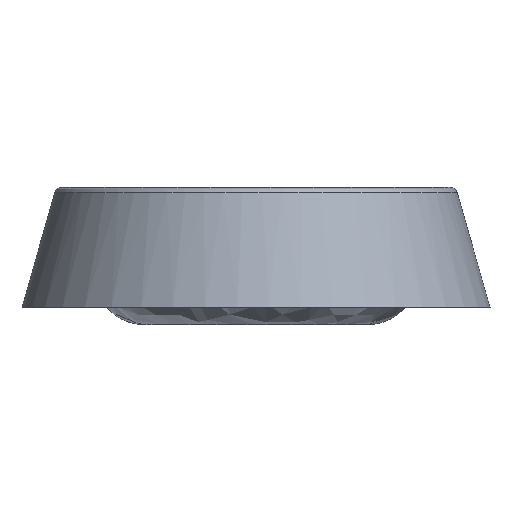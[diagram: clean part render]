
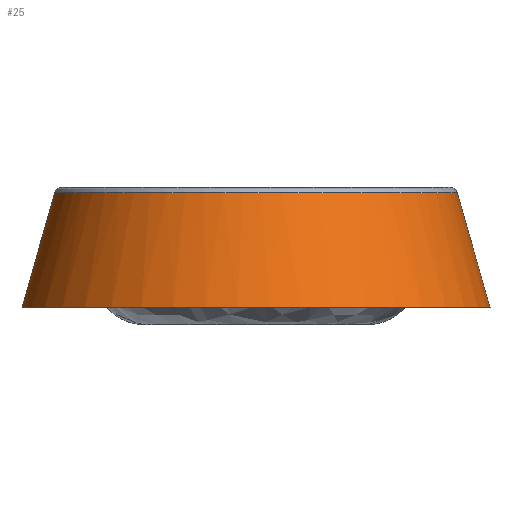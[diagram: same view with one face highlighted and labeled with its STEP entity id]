
A CAD part, left-side view. The second image highlights one B-rep face of the part: STEP entity #25.
In plain terms, the highlighted free-form (B-spline) face has degree [2, 1] with [5, 2] control points.
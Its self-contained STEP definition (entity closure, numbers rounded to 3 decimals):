
#25=ADVANCED_FACE('',(#70),#601,.T.);
#70=FACE_OUTER_BOUND('',#115,.T.);
#115=EDGE_LOOP('',(#184,#185,#186,#187));
#184=ORIENTED_EDGE('',*,*,#384,.T.);
#185=ORIENTED_EDGE('',*,*,#352,.F.);
#186=ORIENTED_EDGE('',*,*,#351,.F.);
#187=ORIENTED_EDGE('',*,*,#349,.T.);
#349=EDGE_CURVE('',#541,#553,#457,.T.);
#351=EDGE_CURVE('',#541,#543,#459,.T.);
#352=EDGE_CURVE('',#543,#555,#460,.T.);
#384=EDGE_CURVE('',#553,#555,#488,.T.);
#457=(
BOUNDED_CURVE()
B_SPLINE_CURVE(1,(#1852,#1853),.UNSPECIFIED.,.F.,.F.)
B_SPLINE_CURVE_WITH_KNOTS((2,2),(-1.,-0.044),.UNSPECIFIED.)
CURVE()
GEOMETRIC_REPRESENTATION_ITEM()
RATIONAL_B_SPLINE_CURVE((1.,1.))
REPRESENTATION_ITEM('')
);
#459=(
BOUNDED_CURVE()
B_SPLINE_CURVE(2,(#1859,#1860,#1861,#1862,#1863),.UNSPECIFIED.,.F.,.F.)
B_SPLINE_CURVE_WITH_KNOTS((3,2,3),(-361.434,-275.825,-190.217),
 .UNSPECIFIED.)
CURVE()
GEOMETRIC_REPRESENTATION_ITEM()
RATIONAL_B_SPLINE_CURVE((1.,0.707,1.,0.707,1.))
REPRESENTATION_ITEM('')
);
#460=(
BOUNDED_CURVE()
B_SPLINE_CURVE(1,(#1864,#1865),.UNSPECIFIED.,.F.,.F.)
B_SPLINE_CURVE_WITH_KNOTS((2,2),(-1.,-0.044),.UNSPECIFIED.)
CURVE()
GEOMETRIC_REPRESENTATION_ITEM()
RATIONAL_B_SPLINE_CURVE((1.,1.))
REPRESENTATION_ITEM('')
);
#488=(
BOUNDED_CURVE()
B_SPLINE_CURVE(3,(#2042,#2043,#2044,#2045,#2046,#2047,#2048,#2049,#2050,
#2051,#2052,#2053,#2054,#2055,#2056,#2057,#2058,#2059,#2060,#2061,#2062,
#2063),.UNSPECIFIED.,.F.,.F.)
B_SPLINE_CURVE_WITH_KNOTS((4,1,1,1,1,1,1,1,1,1,1,1,1,1,1,1,1,1,1,4),(0.,
15.416,23.951,32.786,41.62,50.455,
59.29,67.825,75.533,83.241,90.949,
98.657,102.924,107.192,116.027,124.861,
133.696,142.53,151.066,166.482),
 .UNSPECIFIED.)
CURVE()
GEOMETRIC_REPRESENTATION_ITEM()
RATIONAL_B_SPLINE_CURVE((1.,1.,1.,1.,1.,1.,
1.,1.,1.,1.,1.,1.,1.,1.,1.,1.,1.,1.,
1.,1.,1.,1.))
REPRESENTATION_ITEM('')
);
#541=VERTEX_POINT('',#1795);
#543=VERTEX_POINT('',#1797);
#553=VERTEX_POINT('',#1807);
#555=VERTEX_POINT('',#1809);
#601=(
BOUNDED_SURFACE()
B_SPLINE_SURFACE(2,1,((#831,#832),(#833,#834),(#835,#836),(#837,#838),(#839,
#840)),.UNSPECIFIED.,.F.,.F.,.F.)
B_SPLINE_SURFACE_WITH_KNOTS((3,2,3),(2,2),(-361.434,-275.825,
-190.217),(0.,1.),.UNSPECIFIED.)
GEOMETRIC_REPRESENTATION_ITEM()
RATIONAL_B_SPLINE_SURFACE(((1.,1.),(0.707,0.707),
(1.,1.),(0.707,0.707),(1.,1.)))
REPRESENTATION_ITEM('')
SURFACE()
);
#831=CARTESIAN_POINT('',(-10.,-54.5,0.));
#832=CARTESIAN_POINT('',(-10.,-63.872,-32.683));
#833=CARTESIAN_POINT('',(-64.5,-54.5,0.));
#834=CARTESIAN_POINT('',(-73.872,-63.872,-32.683));
#835=CARTESIAN_POINT('',(-64.5,0.,0.));
#836=CARTESIAN_POINT('',(-73.872,0.,-32.683));
#837=CARTESIAN_POINT('',(-64.5,54.5,0.));
#838=CARTESIAN_POINT('',(-73.872,63.872,-32.683));
#839=CARTESIAN_POINT('',(-10.,54.5,0.));
#840=CARTESIAN_POINT('',(-10.,63.872,-32.683));
#1795=CARTESIAN_POINT('',(-10.,-63.872,-32.683));
#1797=CARTESIAN_POINT('',(-10.,63.872,-32.683));
#1807=CARTESIAN_POINT('',(-10.,-54.915,-1.449));
#1809=CARTESIAN_POINT('',(-10.,54.915,-1.449));
#1852=CARTESIAN_POINT('',(-10.,-63.872,-32.683));
#1853=CARTESIAN_POINT('',(-10.,-54.915,-1.449));
#1859=CARTESIAN_POINT('',(-10.,-63.872,-32.683));
#1860=CARTESIAN_POINT('',(-73.872,-63.872,-32.683));
#1861=CARTESIAN_POINT('',(-73.872,0.,-32.683));
#1862=CARTESIAN_POINT('',(-73.872,63.872,-32.683));
#1863=CARTESIAN_POINT('',(-10.,63.872,-32.683));
#1864=CARTESIAN_POINT('',(-10.,63.872,-32.683));
#1865=CARTESIAN_POINT('',(-10.,54.915,-1.449));
#2042=CARTESIAN_POINT('',(-10.,-54.915,-1.449));
#2043=CARTESIAN_POINT('',(-15.326,-54.919,-1.449));
#2044=CARTESIAN_POINT('',(-23.597,-53.701,-1.449));
#2045=CARTESIAN_POINT('',(-34.184,-49.578,-1.449));
#2046=CARTESIAN_POINT('',(-41.997,-44.944,-1.449));
#2047=CARTESIAN_POINT('',(-49.011,-39.011,-1.449));
#2048=CARTESIAN_POINT('',(-54.944,-31.997,-1.449));
#2049=CARTESIAN_POINT('',(-59.578,-24.184,-1.449));
#2050=CARTESIAN_POINT('',(-62.732,-16.086,-1.449));
#2051=CARTESIAN_POINT('',(-64.527,-7.988,-1.449));
#2052=CARTESIAN_POINT('',(-65.109,0.,-1.449));
#2053=CARTESIAN_POINT('',(-64.527,7.988,-1.449));
#2054=CARTESIAN_POINT('',(-63.052,14.643,-1.449));
#2055=CARTESIAN_POINT('',(-61.226,19.953,-1.449));
#2056=CARTESIAN_POINT('',(-58.823,25.457,-1.449));
#2057=CARTESIAN_POINT('',(-54.944,31.997,-1.449));
#2058=CARTESIAN_POINT('',(-49.011,39.011,-1.449));
#2059=CARTESIAN_POINT('',(-41.997,44.944,-1.449));
#2060=CARTESIAN_POINT('',(-34.184,49.578,-1.449));
#2061=CARTESIAN_POINT('',(-23.597,53.702,-1.449));
#2062=CARTESIAN_POINT('',(-15.325,54.918,-1.449));
#2063=CARTESIAN_POINT('',(-10.,54.915,-1.449));
